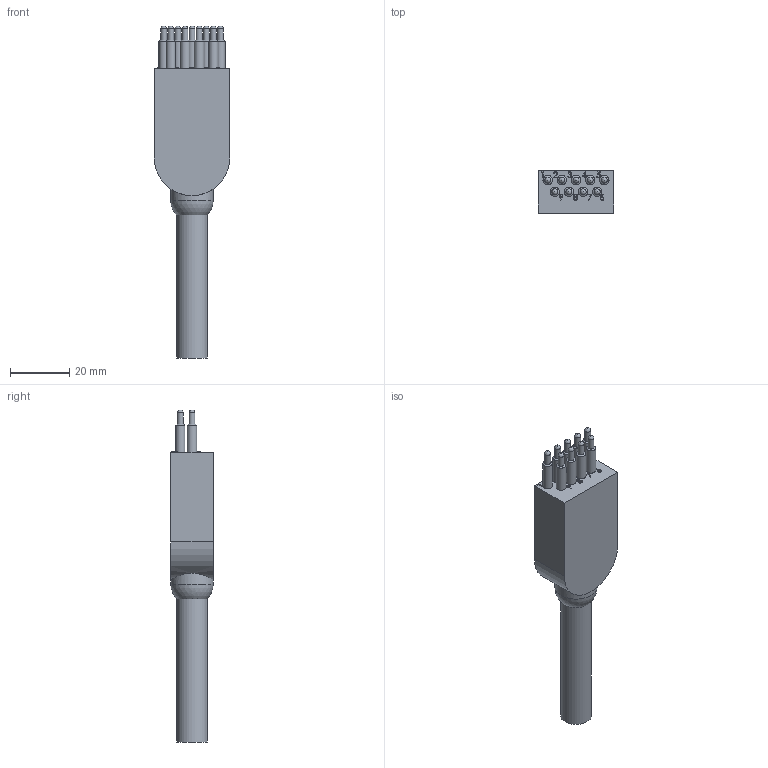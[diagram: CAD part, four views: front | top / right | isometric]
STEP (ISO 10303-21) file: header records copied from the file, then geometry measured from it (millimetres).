
FILE_DESCRIPTION(/* description */ ('STEP AP214'),/* implementation_level */ '2;1');
FILE_NAME(/* name */ 'MCLPIL9M.stp',/* time_stamp */ '2021-01-13T09:37:15+01:00',/* author */ ('sh'),/* organization */ (''),/* preprocessor_version */ 'ST-DEVELOPER v17.2',/* originating_system */ 'Autodesk Inventor 2019',/* authorisation */ '');
FILE_SCHEMA (('AUTOMOTIVE_DESIGN { 1 0 10303 214 3 1 1 }'));
Length unit declared in the file: inch
Products named in the file (1): MCLPIL9M
Bounding box: 25.4 x 14.27 x 111.79 mm (x, y, z)
Volume: 20450 mm3; surface area: 6750 mm2
Topology: 1 solids, 1 shells, 188 faces, 496 edges, 342 vertices
Faces by surface type: plane 84, bspline 72, cylinder 22, cone 9, sphere 1
Full cylindrical faces by diameter (mm): 1.986 x9, 3.175 x9, 10.414 x1, 14.275 x1
Entity records: 9596 total; most frequent: CARTESIAN_POINT 5159, ORIENTED_EDGE 992, DIRECTION 728, EDGE_CURVE 496, VERTEX_POINT 342, AXIS2_PLACEMENT_3D 244, LINE 240, VECTOR 240
